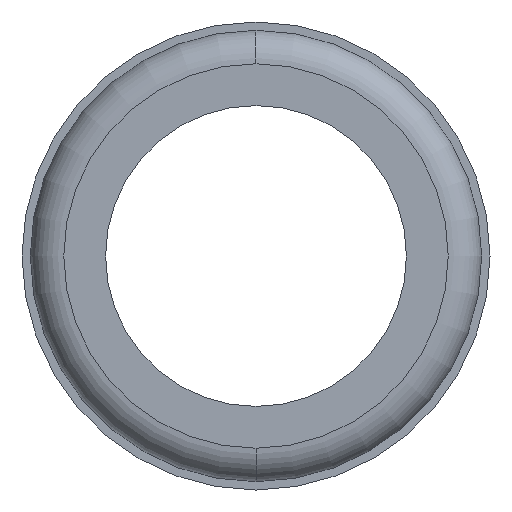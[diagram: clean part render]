
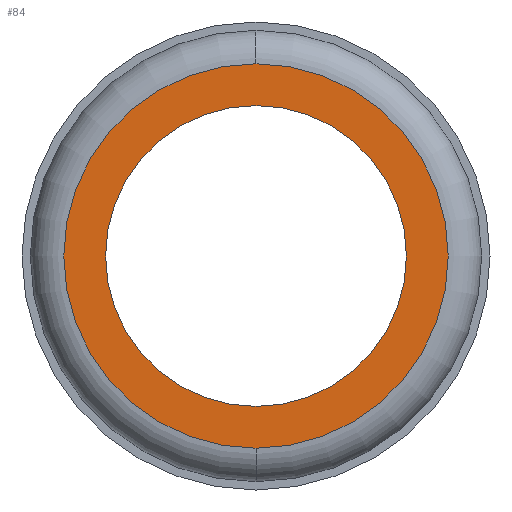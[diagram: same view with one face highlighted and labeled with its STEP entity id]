
A CAD part, front view. The second image highlights one B-rep face of the part: STEP entity #84.
In plain terms, the highlighted planar face has unit normal (0, -1, 0).
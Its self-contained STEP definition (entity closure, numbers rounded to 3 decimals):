
#84=ADVANCED_FACE('',(#180,#181),#182,.T.);
#180=FACE_BOUND('',#287,.T.);
#181=FACE_OUTER_BOUND('',#288,.T.);
#182=PLANE('',#289);
#287=EDGE_LOOP('',(#464,#465));
#288=EDGE_LOOP('',(#466,#467,#468));
#289=AXIS2_PLACEMENT_3D('',#469,#470,#471);
#464=ORIENTED_EDGE('',*,*,#655,.T.);
#465=ORIENTED_EDGE('',*,*,#648,.T.);
#466=ORIENTED_EDGE('',*,*,#615,.F.);
#467=ORIENTED_EDGE('',*,*,#614,.F.);
#468=ORIENTED_EDGE('',*,*,#633,.F.);
#469=CARTESIAN_POINT('',(2.875,0.0,0.0));
#470=DIRECTION('',(-0.0,-1.0,-0.0));
#471=DIRECTION('',(-1.0,0.0,0.0));
#614=EDGE_CURVE('',#715,#718,#719,.T.);
#615=EDGE_CURVE('',#718,#720,#721,.T.);
#633=EDGE_CURVE('',#720,#715,#748,.T.);
#648=EDGE_CURVE('',#769,#773,#775,.T.);
#655=EDGE_CURVE('',#773,#769,#786,.T.);
#715=VERTEX_POINT('',#859);
#718=VERTEX_POINT('',#862);
#719=CIRCLE('',#863,5.75);
#720=VERTEX_POINT('',#864);
#721=CIRCLE('',#865,5.75);
#748=CIRCLE('',#896,5.75);
#769=VERTEX_POINT('',#919);
#773=VERTEX_POINT('',#924);
#775=CIRCLE('',#927,4.5);
#786=CIRCLE('',#940,4.5);
#859=CARTESIAN_POINT('',(0.,0.0,5.75));
#862=CARTESIAN_POINT('',(5.75,0.0,0.0));
#863=AXIS2_PLACEMENT_3D('',#1029,#1030,#1031);
#864=CARTESIAN_POINT('',(0.,0.0,-5.75));
#865=AXIS2_PLACEMENT_3D('',#1032,#1033,#1034);
#896=AXIS2_PLACEMENT_3D('',#1066,#1067,#1068);
#919=CARTESIAN_POINT('',(4.5,0.0,0.));
#924=CARTESIAN_POINT('',(-4.5,0.0,0.));
#927=AXIS2_PLACEMENT_3D('',#1094,#1095,#1096);
#940=AXIS2_PLACEMENT_3D('',#1105,#1106,#1107);
#1029=CARTESIAN_POINT('',(0.0,0.0,0.0));
#1030=DIRECTION('',(-0.0,1.0,0.0));
#1031=DIRECTION('',(1.0,0.0,0.0));
#1032=CARTESIAN_POINT('',(0.0,0.0,0.0));
#1033=DIRECTION('',(-0.0,1.0,0.0));
#1034=DIRECTION('',(1.0,0.0,0.0));
#1066=CARTESIAN_POINT('',(0.0,0.0,0.0));
#1067=DIRECTION('',(-0.0,1.0,0.0));
#1068=DIRECTION('',(1.0,0.0,0.0));
#1094=CARTESIAN_POINT('',(0.0,0.0,0.0));
#1095=DIRECTION('',(-0.0,1.0,0.0));
#1096=DIRECTION('',(1.0,0.0,0.0));
#1105=CARTESIAN_POINT('',(0.0,0.0,0.0));
#1106=DIRECTION('',(-0.0,1.0,0.0));
#1107=DIRECTION('',(1.0,0.0,0.0));
